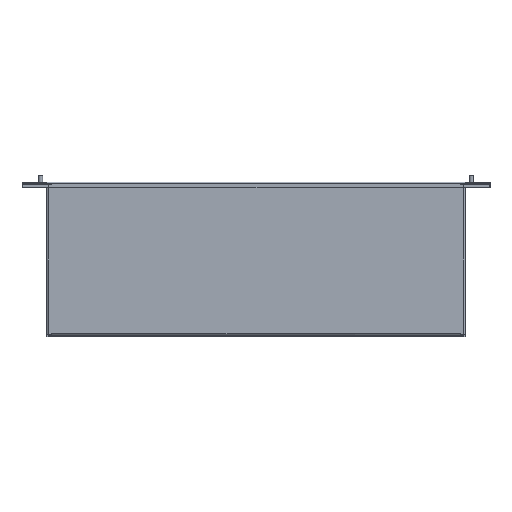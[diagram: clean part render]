
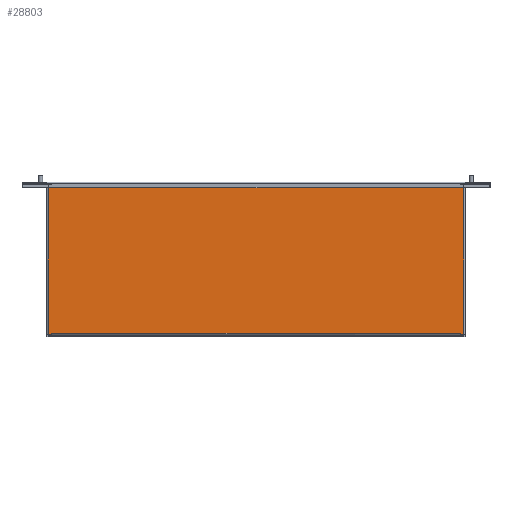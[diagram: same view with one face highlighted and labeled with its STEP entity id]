
A CAD part, front view. The second image highlights one B-rep face of the part: STEP entity #28803.
In plain terms, the highlighted free-form (B-spline) face has degree [1, 1] with [2, 2] control points.
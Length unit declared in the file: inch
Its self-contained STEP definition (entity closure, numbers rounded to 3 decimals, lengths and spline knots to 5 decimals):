
#26879=CARTESIAN_POINT('V1066',(-6.2055,0.73298,
   2.80265));
#26880=VERTEX_POINT('V1066',#26879);
#26895=CARTESIAN_POINT('V1067',(-6.2055,0.73298,
   2.74133));
#26896=VERTEX_POINT('V1067',#26895);
#26902=CARTESIAN_POINT('E1704',(-6.2055,0.73298,
   2.80265));
#26903=CARTESIAN_POINT('E1704',(-6.2055,0.73298,
   2.74133));
#26904=QUASI_UNIFORM_CURVE('E1704',1,(#26902,#26903),.POLYLINE_FORM.,
   .F.,.U.);
#26905=EDGE_CURVE('E1704',#26880,#26896,#26904,.T.);
#26915=CARTESIAN_POINT('V1065',(10.38586,0.73298,
   2.80265));
#26916=VERTEX_POINT('V1065',#26915);
#26930=CARTESIAN_POINT('E1703',(10.38586,0.73298,
   2.80265));
#26931=CARTESIAN_POINT('E1703',(-6.2055,0.73298,
   2.80265));
#26932=QUASI_UNIFORM_CURVE('E1703',1,(#26930,#26931),.POLYLINE_FORM.,
   .F.,.U.);
#26933=EDGE_CURVE('E1703',#26916,#26880,#26932,.T.);
#26943=CARTESIAN_POINT('V1064',(10.38586,0.73298,
   2.74133));
#26944=VERTEX_POINT('V1064',#26943);
#26958=CARTESIAN_POINT('E1702',(10.38586,0.73298,
   2.74133));
#26959=CARTESIAN_POINT('E1702',(10.38586,0.73298,
   2.80265));
#26960=QUASI_UNIFORM_CURVE('E1702',1,(#26958,#26959),.POLYLINE_FORM.,
   .F.,.U.);
#26961=EDGE_CURVE('E1702',#26944,#26916,#26960,.T.);
#26973=CARTESIAN_POINT('V1063',(10.52018,0.73298,
   2.74133));
#26974=VERTEX_POINT('V1063',#26973);
#26986=CARTESIAN_POINT('E1701',(10.52018,0.73298,
   2.74133));
#26987=CARTESIAN_POINT('E1701',(10.38586,0.73298,
   2.74133));
#26988=QUASI_UNIFORM_CURVE('E1701',1,(#26986,#26987),.POLYLINE_FORM.,
   .F.,.U.);
#26989=EDGE_CURVE('E1701',#26974,#26944,#26988,.T.);
#27970=CARTESIAN_POINT('V1062',(10.52018,0.73298,
   -3.33735));
#27971=VERTEX_POINT('V1062',#27970);
#27987=CARTESIAN_POINT('E1700',(10.52018,0.73298,
   -3.33735));
#27988=CARTESIAN_POINT('E1700',(10.52018,0.73298,
   2.74133));
#27989=QUASI_UNIFORM_CURVE('E1700',1,(#27987,#27988),.POLYLINE_FORM.,
   .F.,.U.);
#27990=EDGE_CURVE('E1700',#27971,#26974,#27989,.T.);
#28016=CARTESIAN_POINT('V1061',(10.38586,0.73298,
   -3.33735));
#28017=VERTEX_POINT('V1061',#28016);
#28031=CARTESIAN_POINT('E1699',(10.38586,0.73298,
   -3.33735));
#28032=CARTESIAN_POINT('E1699',(10.52018,0.73298,
   -3.33735));
#28033=QUASI_UNIFORM_CURVE('E1699',1,(#28031,#28032),.POLYLINE_FORM.,
   .F.,.U.);
#28034=EDGE_CURVE('E1699',#28017,#27971,#28033,.T.);
#28046=CARTESIAN_POINT('V1060',(10.38586,0.73298,
   -3.29735));
#28047=VERTEX_POINT('V1060',#28046);
#28059=CARTESIAN_POINT('E1698',(10.38586,0.73298,
   -3.29735));
#28060=CARTESIAN_POINT('E1698',(10.38586,0.73298,
   -3.33735));
#28061=QUASI_UNIFORM_CURVE('E1698',1,(#28059,#28060),.POLYLINE_FORM.,
   .F.,.U.);
#28062=EDGE_CURVE('E1698',#28047,#28017,#28061,.T.);
#28680=CARTESIAN_POINT('V1069',(-6.33982,0.73298,
   -3.33735));
#28681=VERTEX_POINT('V1069',#28680);
#28688=CARTESIAN_POINT('V1070',(-6.2055,0.73298,
   -3.33735));
#28689=VERTEX_POINT('V1070',#28688);
#28695=CARTESIAN_POINT('E1707',(-6.33982,0.73298,
   -3.33735));
#28696=CARTESIAN_POINT('E1707',(-6.2055,0.73298,
   -3.33735));
#28697=QUASI_UNIFORM_CURVE('E1707',1,(#28695,#28696),.POLYLINE_FORM.,
   .F.,.U.);
#28698=EDGE_CURVE('E1707',#28681,#28689,#28697,.T.);
#28710=CARTESIAN_POINT('V1059',(-6.2055,0.73298,
   -3.29735));
#28711=VERTEX_POINT('V1059',#28710);
#28717=CARTESIAN_POINT('E1708',(-6.2055,0.73298,
   -3.33735));
#28718=CARTESIAN_POINT('E1708',(-6.2055,0.73298,
   -3.29735));
#28719=QUASI_UNIFORM_CURVE('E1708',1,(#28717,#28718),.POLYLINE_FORM.,
   .F.,.U.);
#28720=EDGE_CURVE('E1708',#28689,#28711,#28719,.T.);
#28766=CARTESIAN_POINT('E1697',(-6.2055,0.73298,
   -3.29735));
#28767=CARTESIAN_POINT('E1697',(10.38586,0.73298,
   -3.29735));
#28768=QUASI_UNIFORM_CURVE('E1697',1,(#28766,#28767),.POLYLINE_FORM.,
   .F.,.U.);
#28769=EDGE_CURVE('E1697',#28711,#28047,#28768,.T.);
#28774=CARTESIAN_POINT('F689',(-6.341,0.73298,
   -3.33853));
#28775=CARTESIAN_POINT('F689',(10.52136,0.73298,
   -3.33853));
#28776=CARTESIAN_POINT('F689',(-6.341,0.73298,
   2.80384));
#28777=CARTESIAN_POINT('F689',(10.52136,0.73298,
   2.80384));
#28778=B_SPLINE_SURFACE_WITH_KNOTS('F689',1,1,((#28774,#28776),(
   #28775,#28777)),.PLANE_SURF.,.F.,.F.,.U.,(2,2),(2,2),(0.0,
   2.74526),(0.0,1.0),.UNSPECIFIED.);
#28779=ORIENTED_EDGE('F765',*,*,#28769,.T.);
#28780=ORIENTED_EDGE('F690',*,*,#28062,.T.);
#28781=ORIENTED_EDGE('F696',*,*,#28034,.T.);
#28782=ORIENTED_EDGE('F761',*,*,#27990,.T.);
#28783=ORIENTED_EDGE('F697',*,*,#26989,.T.);
#28784=ORIENTED_EDGE('F698',*,*,#26961,.T.);
#28785=ORIENTED_EDGE('F699',*,*,#26933,.T.);
#28786=ORIENTED_EDGE('F700',*,*,#26905,.T.);
#28787=CARTESIAN_POINT('V1068',(-6.33982,0.73298,
   2.74133));
#28788=VERTEX_POINT('V1068',#28787);
#28789=CARTESIAN_POINT('E1705',(-6.2055,0.73298,
   2.74133));
#28790=CARTESIAN_POINT('E1705',(-6.33982,0.73298,
   2.74133));
#28791=QUASI_UNIFORM_CURVE('E1705',1,(#28789,#28790),.POLYLINE_FORM.,
   .F.,.U.);
#28792=EDGE_CURVE('E1705',#26896,#28788,#28791,.T.);
#28793=ORIENTED_EDGE('E1705',*,*,#28792,.T.);
#28794=CARTESIAN_POINT('E1706',(-6.33982,0.73298,
   2.74133));
#28795=CARTESIAN_POINT('E1706',(-6.33982,0.73298,
   -3.33735));
#28796=QUASI_UNIFORM_CURVE('E1706',1,(#28794,#28795),.POLYLINE_FORM.,
   .F.,.U.);
#28797=EDGE_CURVE('E1706',#28788,#28681,#28796,.T.);
#28798=ORIENTED_EDGE('E1706',*,*,#28797,.T.);
#28799=ORIENTED_EDGE('F702',*,*,#28698,.T.);
#28800=ORIENTED_EDGE('F703',*,*,#28720,.T.);
#28801=EDGE_LOOP('F689',(#28779,#28780,#28781,#28782,#28783,#28784,
   #28785,#28786,#28793,#28798,#28799,#28800));
#28802=FACE_OUTER_BOUND('F689',#28801,.T.);
#28803=ADVANCED_FACE('F689',(#28802),#28778,.T.);
